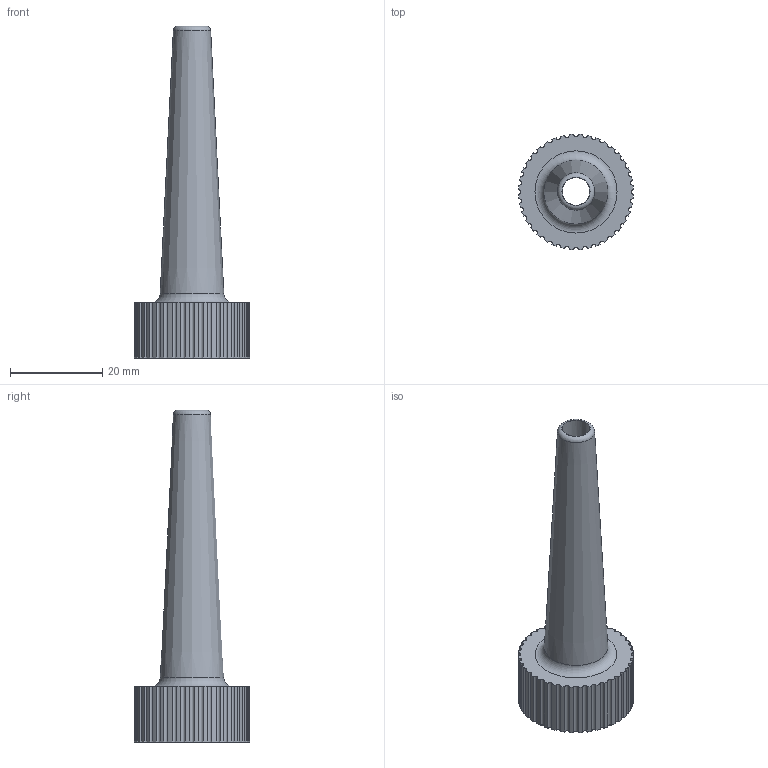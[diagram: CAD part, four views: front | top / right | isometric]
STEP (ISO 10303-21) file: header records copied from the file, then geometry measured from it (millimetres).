
FILE_DESCRIPTION(('FreeCAD Model'),'2;1');
FILE_NAME('Open CASCADE Shape Model','2025-07-12T14:19:19',(''),(''), 'Open CASCADE STEP processor 7.8','FreeCAD','Unknown');
FILE_SCHEMA(('CONFIG_CONTROL_DESIGN','SHAPE_APPEARANCE_LAYER_MIM'));
Length unit declared in the file: millimetre
Products named in the file (1): Body
Bounding box: 24.98 x 24.98 x 72 mm (x, y, z)
Volume: 4337.6 mm3; surface area: 6490.3 mm2
Topology: 1 solids, 1 shells, 106 faces, 293 edges, 190 vertices
Faces by surface type: cylinder 85, bspline 12, plane 4, cone 3, torus 2
Full cylindrical faces by diameter (mm): 12 x1, 19.542 x3
Entity records: 9479 total; most frequent: CARTESIAN_POINT 3477, DIRECTION 1187, ORIENTED_EDGE 586, PCURVE 586, DEFINITIONAL_REPRESENTATION 586, LINE 489, VECTOR 489, CIRCLE 335
